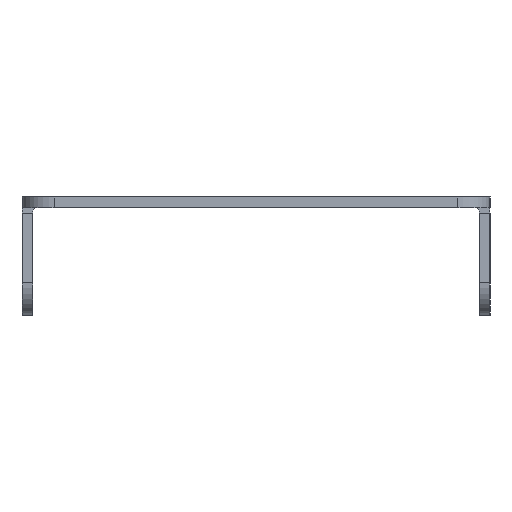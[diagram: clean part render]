
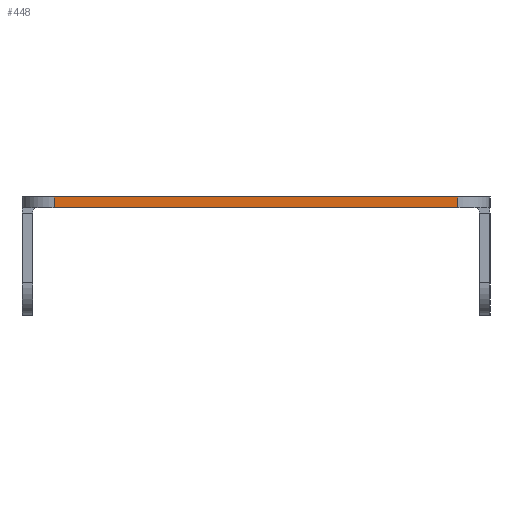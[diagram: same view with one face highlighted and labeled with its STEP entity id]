
A CAD part, left-side view. The second image highlights one B-rep face of the part: STEP entity #448.
In plain terms, the highlighted planar face has unit normal (-1, 0, 0).
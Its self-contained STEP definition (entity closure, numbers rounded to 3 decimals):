
#448 = ADVANCED_FACE ( 'NONE', ( #5013 ), #8435, .F. ) ;
#661 = VECTOR ( 'NONE', #2951, 1000. ) ;
#875 = LINE ( 'NONE', #7825, #10303 ) ;
#1614 = CARTESIAN_POINT ( 'NONE',  ( -241.25, 18.8, 1. ) ) ;
#1629 = CARTESIAN_POINT ( 'NONE',  ( -241.25, -18.8, 15.34 ) ) ;
#2040 = VERTEX_POINT ( 'NONE', #1614 ) ;
#2251 = VERTEX_POINT ( 'NONE', #9165 ) ;
#2951 = DIRECTION ( 'NONE',  ( 0., -1., 0. ) ) ;
#3340 = ORIENTED_EDGE ( 'NONE', *, *, #8658, .F. ) ;
#3448 = DIRECTION ( 'NONE',  ( 0., -1., 0. ) ) ;
#3559 = DIRECTION ( 'NONE',  ( 1., 0., 0. ) ) ;
#3827 = ORIENTED_EDGE ( 'NONE', *, *, #8941, .T. ) ;
#3992 = ORIENTED_EDGE ( 'NONE', *, *, #4117, .F. ) ;
#4117 = EDGE_CURVE ( 'NONE', #10249, #2040, #6967, .T. ) ;
#5013 = FACE_OUTER_BOUND ( 'NONE', #9768, .T. ) ;
#5572 = AXIS2_PLACEMENT_3D ( 'NONE', #7597, #3559, #8711 ) ;
#5754 = VERTEX_POINT ( 'NONE', #5885 ) ;
#5885 = CARTESIAN_POINT ( 'NONE',  ( -241.25, -18.8, 0. ) ) ;
#6004 = ORIENTED_EDGE ( 'NONE', *, *, #7031, .F. ) ;
#6491 = LINE ( 'NONE', #7221, #661 ) ;
#6957 = VECTOR ( 'NONE', #10818, 1000. ) ;
#6967 = LINE ( 'NONE', #8037, #8688 ) ;
#7031 = EDGE_CURVE ( 'NONE', #2251, #5754, #9304, .T. ) ;
#7221 = CARTESIAN_POINT ( 'NONE',  ( -241.25, 0., 1. ) ) ;
#7597 = CARTESIAN_POINT ( 'NONE',  ( -241.25, 0., 0.5 ) ) ;
#7825 = CARTESIAN_POINT ( 'NONE',  ( -241.25, 0., 0. ) ) ;
#8037 = CARTESIAN_POINT ( 'NONE',  ( -241.25, 18.8, 0.5 ) ) ;
#8435 = PLANE ( 'NONE',  #5572 ) ;
#8658 = EDGE_CURVE ( 'NONE', #2040, #2251, #6491, .T. ) ;
#8688 = VECTOR ( 'NONE', #8815, 1000. ) ;
#8711 = DIRECTION ( 'NONE',  ( 0., 0., -1. ) ) ;
#8815 = DIRECTION ( 'NONE',  ( 0., 0., 1. ) ) ;
#8941 = EDGE_CURVE ( 'NONE', #10249, #5754, #875, .T. ) ;
#9165 = CARTESIAN_POINT ( 'NONE',  ( -241.25, -18.8, 1. ) ) ;
#9304 = LINE ( 'NONE', #1629, #6957 ) ;
#9768 = EDGE_LOOP ( 'NONE', ( #3992, #3827, #6004, #3340 ) ) ;
#10249 = VERTEX_POINT ( 'NONE', #10904 ) ;
#10303 = VECTOR ( 'NONE', #3448, 1000. ) ;
#10818 = DIRECTION ( 'NONE',  ( 0., 0., -1. ) ) ;
#10904 = CARTESIAN_POINT ( 'NONE',  ( -241.25, 18.8, 0. ) ) ;
